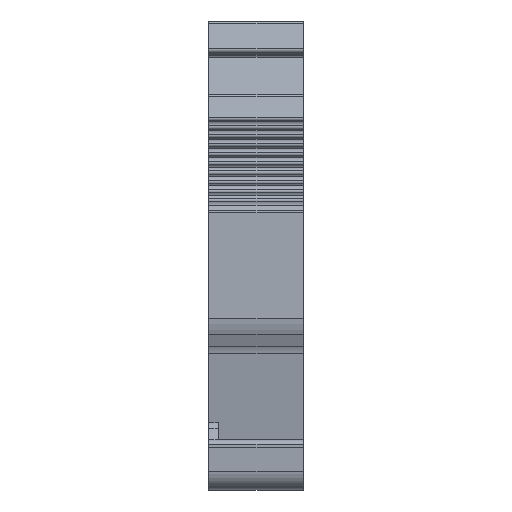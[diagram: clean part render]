
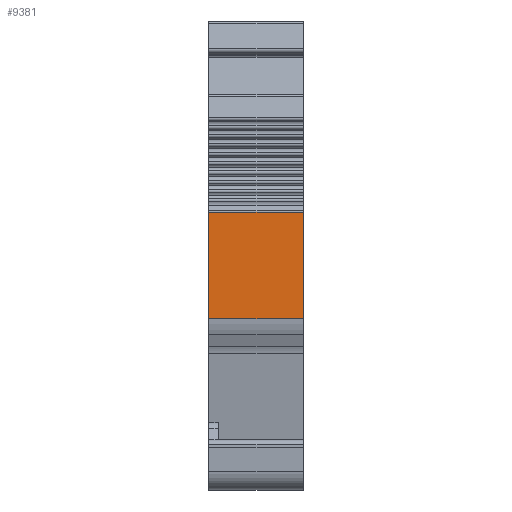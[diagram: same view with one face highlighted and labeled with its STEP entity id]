
A CAD part, left-side view. The second image highlights one B-rep face of the part: STEP entity #9381.
In plain terms, the highlighted planar face has unit normal (-1, 0, 0).
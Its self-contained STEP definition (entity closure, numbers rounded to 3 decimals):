
#855=LINE('',#13812,#1484);
#856=LINE('',#13816,#1485);
#857=LINE('',#13819,#1486);
#858=LINE('',#13820,#1487);
#1484=VECTOR('',#11157,1000.);
#1485=VECTOR('',#11162,1000.);
#1486=VECTOR('',#11163,1000.);
#1487=VECTOR('',#11164,1000.);
#2718=ORIENTED_EDGE('',*,*,#4403,.F.);
#2719=ORIENTED_EDGE('',*,*,#4404,.T.);
#2720=ORIENTED_EDGE('',*,*,#4401,.T.);
#2721=ORIENTED_EDGE('',*,*,#4405,.F.);
#4401=EDGE_CURVE('',#5270,#5269,#855,.T.);
#4403=EDGE_CURVE('',#5271,#5272,#856,.T.);
#4404=EDGE_CURVE('',#5271,#5270,#857,.T.);
#4405=EDGE_CURVE('',#5272,#5269,#858,.F.);
#5269=VERTEX_POINT('',#13811);
#5270=VERTEX_POINT('',#13813);
#5271=VERTEX_POINT('',#13817);
#5272=VERTEX_POINT('',#13818);
#5890=EDGE_LOOP('',(#2718,#2719,#2720,#2721));
#6264=FACE_BOUND('',#5890,.T.);
#6542=PLANE('',#9867);
#9381=ADVANCED_FACE('',(#6264),#6542,.F.);
#9867=AXIS2_PLACEMENT_3D('',#13815,#11160,#11161);
#11157=DIRECTION('',(0.,-1.,0.));
#11160=DIRECTION('',(1.,0.,0.));
#11161=DIRECTION('',(0.,0.,-1.));
#11162=DIRECTION('',(0.,-1.,0.));
#11163=DIRECTION('',(0.,0.,-1.));
#11164=DIRECTION('',(0.,0.,1.));
#13811=CARTESIAN_POINT('',(-34.,-4.65,1.194));
#13812=CARTESIAN_POINT('',(-34.,82.048,1.194));
#13813=CARTESIAN_POINT('',(-34.,5.35,1.194));
#13815=CARTESIAN_POINT('',(-34.,-4.65,31.101));
#13816=CARTESIAN_POINT('',(-34.,12.327,12.462));
#13817=CARTESIAN_POINT('',(-34.,5.35,12.462));
#13818=CARTESIAN_POINT('',(-34.,-4.65,12.462));
#13819=CARTESIAN_POINT('',(-34.,5.35,31.101));
#13820=CARTESIAN_POINT('',(-34.,-4.65,7.1));
